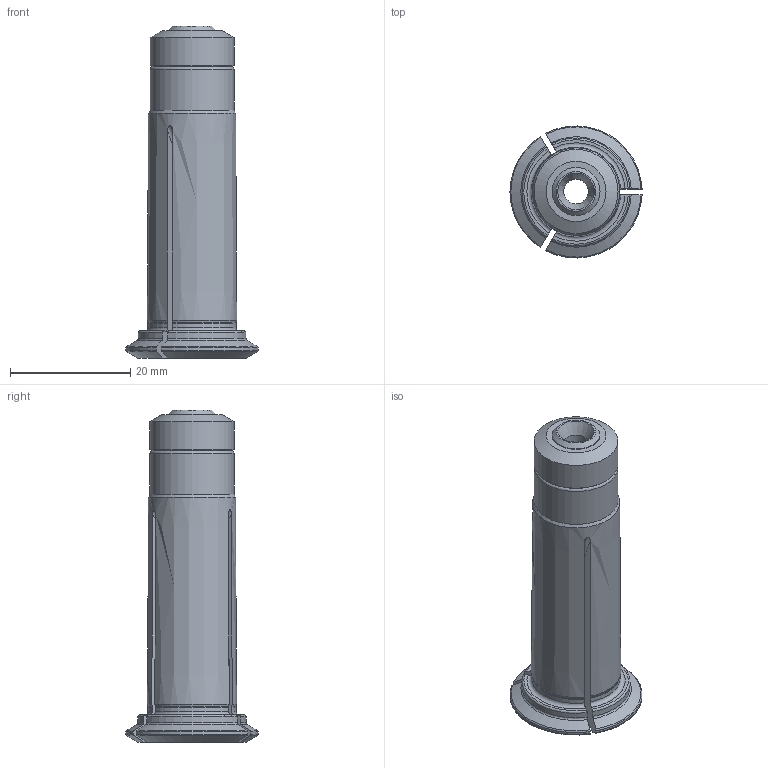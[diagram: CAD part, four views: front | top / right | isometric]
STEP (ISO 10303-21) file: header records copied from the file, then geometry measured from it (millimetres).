
FILE_DESCRIPTION(/* description */ (''),/* implementation_level */ '2;1');
FILE_NAME(/* name */ '841506001.stp',/* time_stamp */ '2023-03-01T17:10:00',/* author */ ('RJE'),/* organization */ ('REGO-FIX'),/* preprocessor_version */ ' Unknown',/* originating_system */ 'SIEMENS PLM Software Solid Edge ST10',/* authorization */ 'Unknown');
FILE_SCHEMA (('AUTOMOTIVE_DESIGN { 1 0 10303 214 2 1 1}'));
Length unit declared in the file: millimetre
Products named in the file (1): NOCUT
Bounding box: 21.99 x 21.99 x 55.3 mm (x, y, z)
Volume: 8364.3 mm3; surface area: 5893.4 mm2
Topology: 2 solids, 2 shells, 80 faces, 217 edges, 141 vertices
Faces by surface type: torus 26, cone 20, cylinder 18, plane 16
Full cylindrical faces by diameter (mm): 4.1 x1, 6 x1, 8 x1, 8.5 x1, 10.917 x1, 12.2 x1, 13 x1, 14 x2
Entity records: 3036 total; most frequent: CARTESIAN_POINT 707, ORIENTED_EDGE 378, DIRECTION 364, EDGE_CURVE 189, AXIS2_PLACEMENT_3D 164, VERTEX_POINT 135, EDGE_LOOP 110, FACE_BOUND 110
